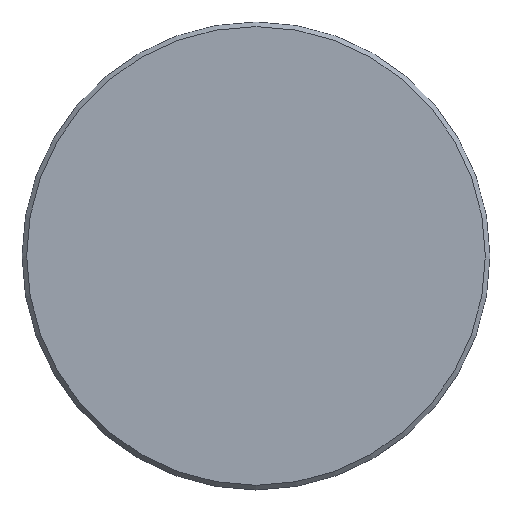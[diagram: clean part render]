
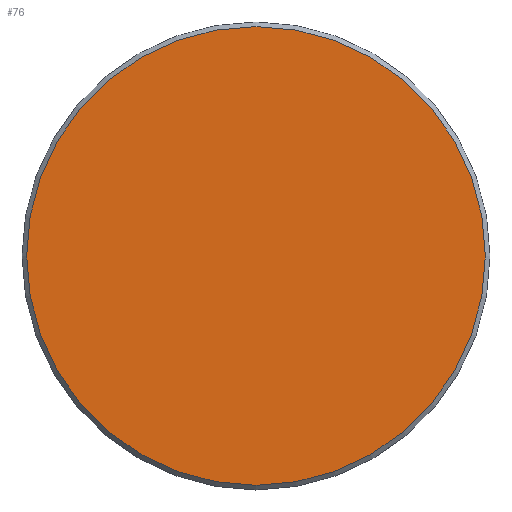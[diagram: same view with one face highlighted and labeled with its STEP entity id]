
A CAD part, top view. The second image highlights one B-rep face of the part: STEP entity #76.
In plain terms, the highlighted planar face has unit normal (0, 0, 1).
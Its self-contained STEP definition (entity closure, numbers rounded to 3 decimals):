
#16=PLANE('',#98);
#19=FACE_OUTER_BOUND('',#24,.T.);
#24=EDGE_LOOP('',(#57));
#37=CIRCLE('',#99,12.45);
#42=VERTEX_POINT('',#139);
#48=EDGE_CURVE('',#42,#42,#37,.T.);
#57=ORIENTED_EDGE('',*,*,#48,.T.);
#76=ADVANCED_FACE('',(#19),#16,.T.);
#98=AXIS2_PLACEMENT_3D('',#138,#115,#116);
#99=AXIS2_PLACEMENT_3D('',#140,#117,#118);
#115=DIRECTION('center_axis',(0.,0.,1.));
#116=DIRECTION('ref_axis',(1.,0.,0.));
#117=DIRECTION('center_axis',(0.,0.,1.));
#118=DIRECTION('ref_axis',(1.,0.,0.));
#138=CARTESIAN_POINT('Origin',(-1.054,-0.093,0.819));
#139=CARTESIAN_POINT('',(11.396,-0.093,0.819));
#140=CARTESIAN_POINT('Origin',(-1.054,-0.093,0.819));
